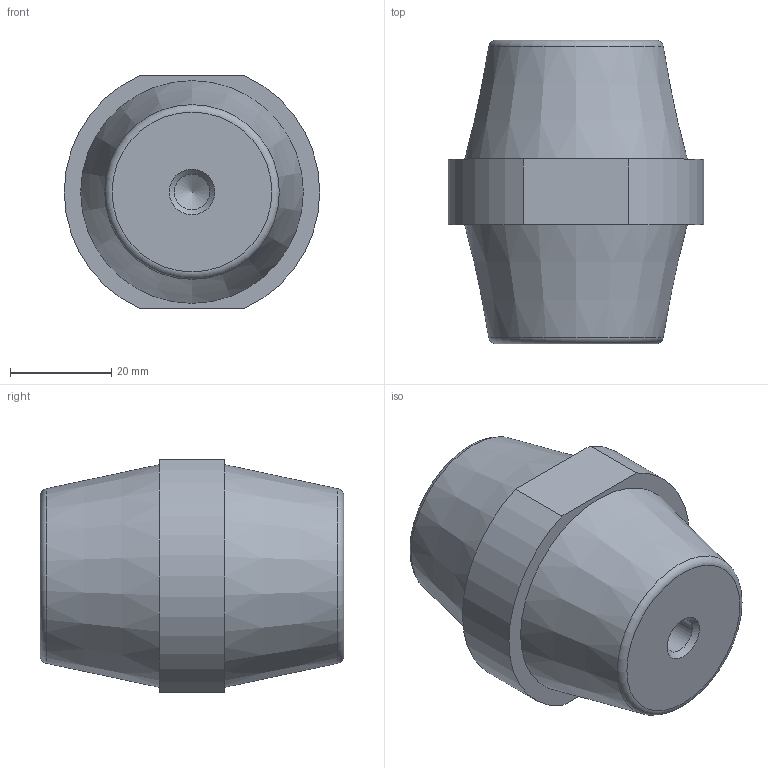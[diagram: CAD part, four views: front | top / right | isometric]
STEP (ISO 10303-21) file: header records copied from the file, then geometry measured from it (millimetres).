
FILE_DESCRIPTION (( 'STEP AP203' ), '1' );
FILE_NAME ('YIS11-60-20 Èçîëÿòîð SM60 (Ì8) ñèëîâîé ÈÝÊ.STEP', '2016-09-12T12:24:02', ( '' ), ( '' ), 'SwSTEP 2.0', 'SolidWorks 2014', '' );
FILE_SCHEMA (( 'CONFIG_CONTROL_DESIGN' ));
Length unit declared in the file: millimetre
Products named in the file (1): YIS11-60-20 Èçîëÿòîð SM60 (Ì8) ñèëîâîé ÈÝÊ
Bounding box: 50.5 x 60 x 46 mm (x, y, z)
Volume: 80365.1 mm3; surface area: 11152.4 mm2
Topology: 1 solids, 1 shells, 18 faces, 38 edges, 24 vertices
Faces by surface type: plane 6, cone 6, cylinder 4, torus 2
Full cylindrical faces by diameter (mm): 7 x2
Entity records: 477 total; most frequent: DIRECTION 78, CARTESIAN_POINT 63, ORIENTED_EDGE 48, AXIS2_PLACEMENT_3D 35, EDGE_LOOP 30, EDGE_CURVE 24, FACE_OUTER_BOUND 22, VERTEX_POINT 20
